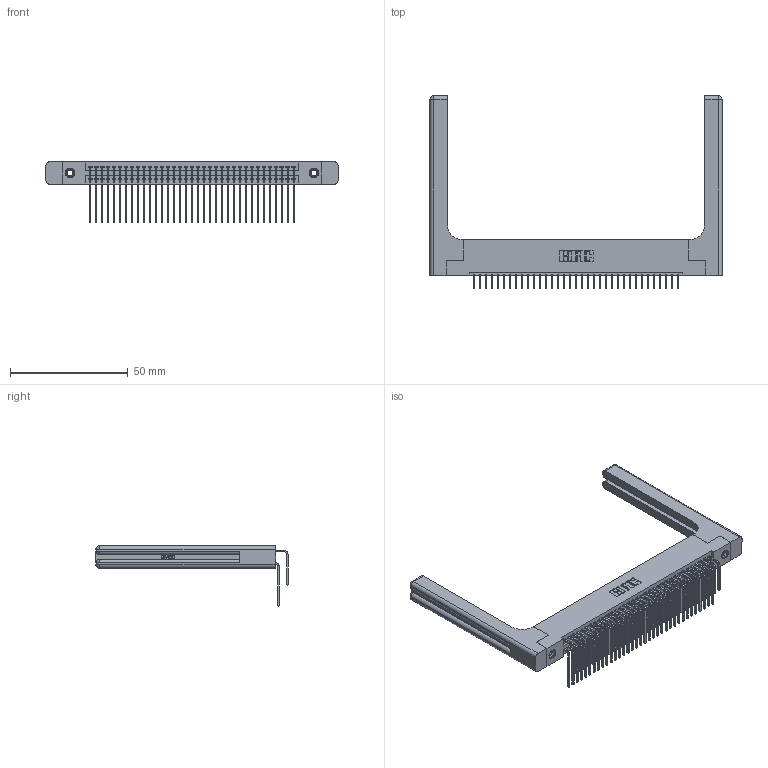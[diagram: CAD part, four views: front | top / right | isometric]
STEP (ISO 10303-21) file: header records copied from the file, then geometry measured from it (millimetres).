
FILE_DESCRIPTION (( 'STEP AP203' ), '1' );
FILE_NAME ('395-070-559-258.STEP', '2019-10-24T11:15:33', ( '' ), ( '' ), 'SwSTEP 2.0', 'SolidWorks 2016', '' );
FILE_SCHEMA (( 'CONFIG_CONTROL_DESIGN' ));
Length unit declared in the file: inch
Products named in the file (6): 345 Part_Flush Mounting Lugs - 0.156 Dia-TH; 345-292-001_558 559 Tail - 1; 345-292-001_559 Tail - 2; 345-250-001_345-250-001-102; 345-220-058_345-220-058; 395-070-559-258
Assembly tree (75 placements, depth 2):
  395-070-559-258
    345 Part_Flush Mounting Lugs - 0.156 Dia-TH
    345-292-001_558 559 Tail - 1  x35
    345-292-001_559 Tail - 2  x35
    345-250-001_345-250-001-102  x2
    345-220-058_345-220-058  x2
Bounding box: 123.93 x 81.52 x 25.53 mm (x, y, z)
Volume: 20852.3 mm3; surface area: 25117.7 mm2
Topology: 75 solids, 75 shells, 4022 faces, 11857 edges, 7790 vertices
Faces by surface type: plane 2678, cylinder 1284, bspline 36, cone 12, sphere 8, torus 4
Entity records: 35238 total; most frequent: CARTESIAN_POINT 6952, ORIENTED_EDGE 5632, DIRECTION 5044, EDGE_CURVE 2816, VECTOR 2412, LINE 2412, VERTEX_POINT 1866, AXIS2_PLACEMENT_3D 1316
